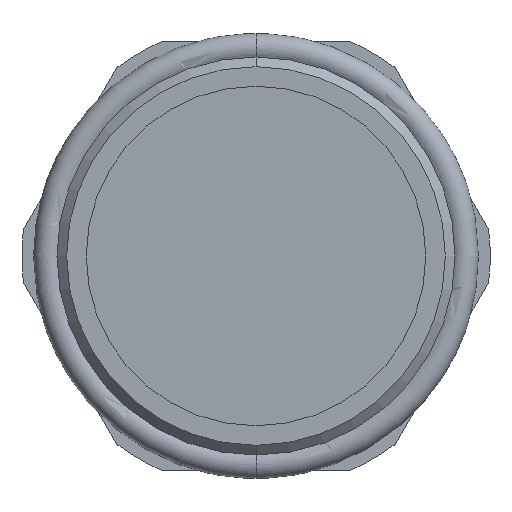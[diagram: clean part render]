
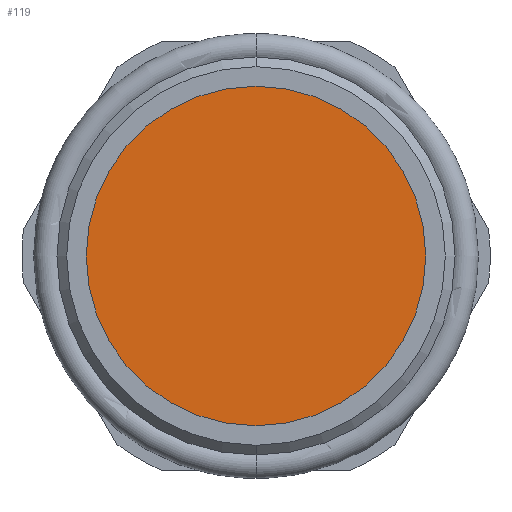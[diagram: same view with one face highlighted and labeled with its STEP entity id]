
A CAD part, front view. The second image highlights one B-rep face of the part: STEP entity #119.
In plain terms, the highlighted planar face has unit normal (0, -1, 0).
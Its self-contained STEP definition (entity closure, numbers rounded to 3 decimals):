
#89=PLANE('',#771);
#119=ADVANCED_FACE('NONE',(#167),#89,.F.);
#167=FACE_OUTER_BOUND('',#205,.T.);
#205=EDGE_LOOP('',(#412,#413));
#249=CIRCLE('',#769,8.7);
#250=CIRCLE('',#770,8.7);
#412=ORIENTED_EDGE('',*,*,#615,.T.);
#413=ORIENTED_EDGE('',*,*,#616,.T.);
#524=VERTEX_POINT('',#1239);
#525=VERTEX_POINT('',#1240);
#615=EDGE_CURVE('NONE',#524,#525,#249,.T.);
#616=EDGE_CURVE('NONE',#525,#524,#250,.T.);
#769=AXIS2_PLACEMENT_3D('',#1238,#943,#944);
#770=AXIS2_PLACEMENT_3D('',#1241,#945,#946);
#771=AXIS2_PLACEMENT_3D('',#1242,#947,#948);
#943=DIRECTION('',(0.,-1.,0.));
#944=DIRECTION('',(0.,0.,-1.));
#945=DIRECTION('',(0.,-1.,0.));
#946=DIRECTION('',(0.,0.,-1.));
#947=DIRECTION('',(0.,1.,0.));
#948=DIRECTION('',(0.,0.,1.));
#1238=CARTESIAN_POINT('',(0.,-1.5,0.));
#1239=CARTESIAN_POINT('',(0.,-1.5,-8.7));
#1240=CARTESIAN_POINT('',(0.,-1.5,8.7));
#1241=CARTESIAN_POINT('',(0.,-1.5,0.));
#1242=CARTESIAN_POINT('',(-8.7,-1.5,0.));
